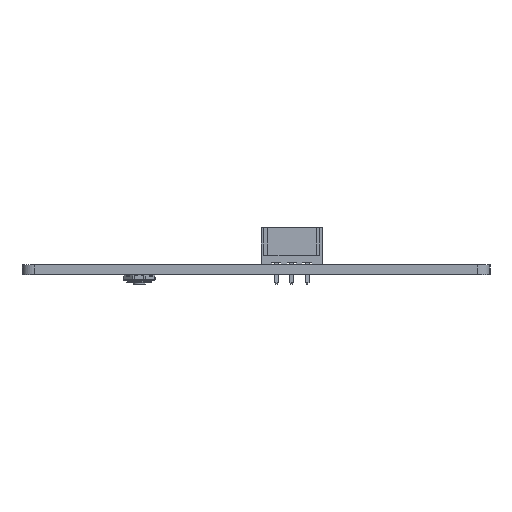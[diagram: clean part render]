
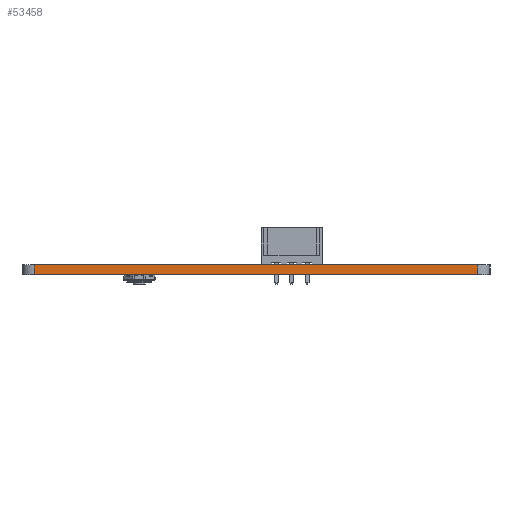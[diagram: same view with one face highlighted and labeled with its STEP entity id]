
A CAD part, left-side view. The second image highlights one B-rep face of the part: STEP entity #53458.
In plain terms, the highlighted planar face has unit normal (-1, 0, 0).
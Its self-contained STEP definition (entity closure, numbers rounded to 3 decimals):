
#23295 = CYLINDRICAL_SURFACE('',#23296,2.);
#23296 = AXIS2_PLACEMENT_3D('',#23297,#23298,#23299);
#23297 = CARTESIAN_POINT('',(85.16,-59.49,0.));
#23298 = DIRECTION('',(-0.,-0.,-1.));
#23299 = DIRECTION('',(1.,0.,-0.));
#23323 = PLANE('',#23324);
#23324 = AXIS2_PLACEMENT_3D('',#23325,#23326,#23327);
#23325 = CARTESIAN_POINT('',(207.,-95.595,1.6));
#23326 = DIRECTION('',(-0.,-0.,-1.));
#23327 = DIRECTION('',(-1.,0.,0.));
#23377 = PLANE('',#23378);
#23378 = AXIS2_PLACEMENT_3D('',#23379,#23380,#23381);
#23379 = CARTESIAN_POINT('',(207.,-95.595,0.));
#23380 = DIRECTION('',(-0.,-0.,-1.));
#23381 = DIRECTION('',(-1.,0.,0.));
#23394 = VERTEX_POINT('',#23395);
#23395 = CARTESIAN_POINT('',(83.16,-59.49,1.6));
#23421 = EDGE_CURVE('',#23422,#23394,#23424,.T.);
#23422 = VERTEX_POINT('',#23423);
#23423 = CARTESIAN_POINT('',(83.16,-59.49,0.));
#23424 = SURFACE_CURVE('',#23425,(#23429,#23436),.PCURVE_S1.);
#23425 = LINE('',#23426,#23427);
#23426 = CARTESIAN_POINT('',(83.16,-59.49,0.));
#23427 = VECTOR('',#23428,1.);
#23428 = DIRECTION('',(0.,0.,1.));
#23429 = PCURVE('',#23295,#23430);
#23430 = DEFINITIONAL_REPRESENTATION('',(#23431),#23435);
#23431 = LINE('',#23432,#23433);
#23432 = CARTESIAN_POINT('',(-3.142,0.));
#23433 = VECTOR('',#23434,1.);
#23434 = DIRECTION('',(-0.,-1.));
#23435 = ( GEOMETRIC_REPRESENTATION_CONTEXT(2) 
PARAMETRIC_REPRESENTATION_CONTEXT() REPRESENTATION_CONTEXT('2D SPACE',''
  ) );
#23436 = PCURVE('',#23437,#23442);
#23437 = PLANE('',#23438);
#23438 = AXIS2_PLACEMENT_3D('',#23439,#23440,#23441);
#23439 = CARTESIAN_POINT('',(83.16,-131.7,0.));
#23440 = DIRECTION('',(-1.,0.,0.));
#23441 = DIRECTION('',(0.,1.,0.));
#23442 = DEFINITIONAL_REPRESENTATION('',(#23443),#23447);
#23443 = LINE('',#23444,#23445);
#23444 = CARTESIAN_POINT('',(72.21,0.));
#23445 = VECTOR('',#23446,1.);
#23446 = DIRECTION('',(0.,-1.));
#23447 = ( GEOMETRIC_REPRESENTATION_CONTEXT(2) 
PARAMETRIC_REPRESENTATION_CONTEXT() REPRESENTATION_CONTEXT('2D SPACE',''
  ) );
#23651 = VERTEX_POINT('',#23652);
#23652 = CARTESIAN_POINT('',(83.16,-131.7,0.));
#23671 = CYLINDRICAL_SURFACE('',#23672,2.);
#23672 = AXIS2_PLACEMENT_3D('',#23673,#23674,#23675);
#23673 = CARTESIAN_POINT('',(85.16,-131.7,0.));
#23674 = DIRECTION('',(-0.,-0.,-1.));
#23675 = DIRECTION('',(1.,0.,-0.));
#23683 = EDGE_CURVE('',#23651,#23422,#23684,.T.);
#23684 = SURFACE_CURVE('',#23685,(#23689,#23696),.PCURVE_S1.);
#23685 = LINE('',#23686,#23687);
#23686 = CARTESIAN_POINT('',(83.16,-131.7,0.));
#23687 = VECTOR('',#23688,1.);
#23688 = DIRECTION('',(0.,1.,0.));
#23689 = PCURVE('',#23377,#23690);
#23690 = DEFINITIONAL_REPRESENTATION('',(#23691),#23695);
#23691 = LINE('',#23692,#23693);
#23692 = CARTESIAN_POINT('',(123.84,-36.105));
#23693 = VECTOR('',#23694,1.);
#23694 = DIRECTION('',(0.,1.));
#23695 = ( GEOMETRIC_REPRESENTATION_CONTEXT(2) 
PARAMETRIC_REPRESENTATION_CONTEXT() REPRESENTATION_CONTEXT('2D SPACE',''
  ) );
#23696 = PCURVE('',#23437,#23697);
#23697 = DEFINITIONAL_REPRESENTATION('',(#23698),#23702);
#23698 = LINE('',#23699,#23700);
#23699 = CARTESIAN_POINT('',(0.,0.));
#23700 = VECTOR('',#23701,1.);
#23701 = DIRECTION('',(1.,0.));
#23702 = ( GEOMETRIC_REPRESENTATION_CONTEXT(2) 
PARAMETRIC_REPRESENTATION_CONTEXT() REPRESENTATION_CONTEXT('2D SPACE',''
  ) );
#39740 = VERTEX_POINT('',#39741);
#39741 = CARTESIAN_POINT('',(83.16,-131.7,1.6));
#39767 = EDGE_CURVE('',#39740,#23394,#39768,.T.);
#39768 = SURFACE_CURVE('',#39769,(#39773,#39780),.PCURVE_S1.);
#39769 = LINE('',#39770,#39771);
#39770 = CARTESIAN_POINT('',(83.16,-131.7,1.6));
#39771 = VECTOR('',#39772,1.);
#39772 = DIRECTION('',(0.,1.,0.));
#39773 = PCURVE('',#23323,#39774);
#39774 = DEFINITIONAL_REPRESENTATION('',(#39775),#39779);
#39775 = LINE('',#39776,#39777);
#39776 = CARTESIAN_POINT('',(123.84,-36.105));
#39777 = VECTOR('',#39778,1.);
#39778 = DIRECTION('',(0.,1.));
#39779 = ( GEOMETRIC_REPRESENTATION_CONTEXT(2) 
PARAMETRIC_REPRESENTATION_CONTEXT() REPRESENTATION_CONTEXT('2D SPACE',''
  ) );
#39780 = PCURVE('',#23437,#39781);
#39781 = DEFINITIONAL_REPRESENTATION('',(#39782),#39786);
#39782 = LINE('',#39783,#39784);
#39783 = CARTESIAN_POINT('',(0.,-1.6));
#39784 = VECTOR('',#39785,1.);
#39785 = DIRECTION('',(1.,0.));
#39786 = ( GEOMETRIC_REPRESENTATION_CONTEXT(2) 
PARAMETRIC_REPRESENTATION_CONTEXT() REPRESENTATION_CONTEXT('2D SPACE',''
  ) );
#53458 = ADVANCED_FACE('',(#53459),#23437,.T.);
#53459 = FACE_BOUND('',#53460,.T.);
#53460 = EDGE_LOOP('',(#53461,#53482,#53483,#53484));
#53461 = ORIENTED_EDGE('',*,*,#53462,.T.);
#53462 = EDGE_CURVE('',#23651,#39740,#53463,.T.);
#53463 = SURFACE_CURVE('',#53464,(#53468,#53475),.PCURVE_S1.);
#53464 = LINE('',#53465,#53466);
#53465 = CARTESIAN_POINT('',(83.16,-131.7,0.));
#53466 = VECTOR('',#53467,1.);
#53467 = DIRECTION('',(0.,0.,1.));
#53468 = PCURVE('',#23437,#53469);
#53469 = DEFINITIONAL_REPRESENTATION('',(#53470),#53474);
#53470 = LINE('',#53471,#53472);
#53471 = CARTESIAN_POINT('',(0.,0.));
#53472 = VECTOR('',#53473,1.);
#53473 = DIRECTION('',(0.,-1.));
#53474 = ( GEOMETRIC_REPRESENTATION_CONTEXT(2) 
PARAMETRIC_REPRESENTATION_CONTEXT() REPRESENTATION_CONTEXT('2D SPACE',''
  ) );
#53475 = PCURVE('',#23671,#53476);
#53476 = DEFINITIONAL_REPRESENTATION('',(#53477),#53481);
#53477 = LINE('',#53478,#53479);
#53478 = CARTESIAN_POINT('',(-3.142,0.));
#53479 = VECTOR('',#53480,1.);
#53480 = DIRECTION('',(-0.,-1.));
#53481 = ( GEOMETRIC_REPRESENTATION_CONTEXT(2) 
PARAMETRIC_REPRESENTATION_CONTEXT() REPRESENTATION_CONTEXT('2D SPACE',''
  ) );
#53482 = ORIENTED_EDGE('',*,*,#39767,.T.);
#53483 = ORIENTED_EDGE('',*,*,#23421,.F.);
#53484 = ORIENTED_EDGE('',*,*,#23683,.F.);
